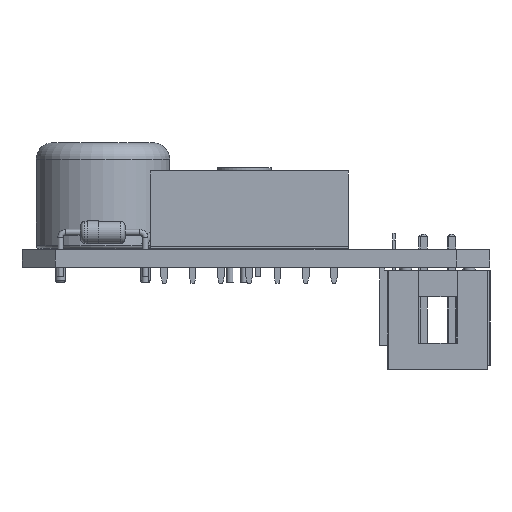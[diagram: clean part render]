
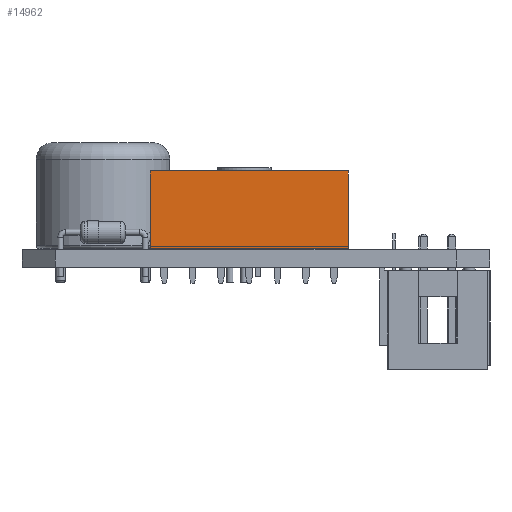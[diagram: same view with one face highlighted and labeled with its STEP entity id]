
A CAD part, left-side view. The second image highlights one B-rep face of the part: STEP entity #14962.
In plain terms, the highlighted face is planar.
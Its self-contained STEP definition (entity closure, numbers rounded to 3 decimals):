
#14962 = ADVANCED_FACE('',(#14963),#14977,.F.);
#14963 = FACE_BOUND('',#14964,.F.);
#14964 = EDGE_LOOP('',(#14965,#15000,#15028,#15056));
#14965 = ORIENTED_EDGE('',*,*,#14966,.T.);
#14966 = EDGE_CURVE('',#14967,#14969,#14971,.T.);
#14967 = VERTEX_POINT('',#14968);
#14968 = CARTESIAN_POINT('',(1.27,-16.51,0.));
#14969 = VERTEX_POINT('',#14970);
#14970 = CARTESIAN_POINT('',(1.27,-16.51,7.));
#14971 = SURFACE_CURVE('',#14972,(#14976,#14988),.PCURVE_S1.);
#14972 = LINE('',#14973,#14974);
#14973 = CARTESIAN_POINT('',(1.27,-16.51,0.));
#14974 = VECTOR('',#14975,1.);
#14975 = DIRECTION('',(0.,0.,1.));
#14976 = PCURVE('',#14977,#14982);
#14977 = PLANE('',#14978);
#14978 = AXIS2_PLACEMENT_3D('',#14979,#14980,#14981);
#14979 = CARTESIAN_POINT('',(1.27,-16.51,0.));
#14980 = DIRECTION('',(-1.,0.,0.));
#14981 = DIRECTION('',(0.,1.,0.));
#14982 = DEFINITIONAL_REPRESENTATION('',(#14983),#14987);
#14983 = LINE('',#14984,#14985);
#14984 = CARTESIAN_POINT('',(0.,0.));
#14985 = VECTOR('',#14986,1.);
#14986 = DIRECTION('',(0.,-1.));
#14987 = ( GEOMETRIC_REPRESENTATION_CONTEXT(2) 
PARAMETRIC_REPRESENTATION_CONTEXT() REPRESENTATION_CONTEXT('2D SPACE',''
  ) );
#14988 = PCURVE('',#14989,#14994);
#14989 = PLANE('',#14990);
#14990 = AXIS2_PLACEMENT_3D('',#14991,#14992,#14993);
#14991 = CARTESIAN_POINT('',(-1.27,-16.51,0.));
#14992 = DIRECTION('',(0.,1.,0.));
#14993 = DIRECTION('',(1.,0.,0.));
#14994 = DEFINITIONAL_REPRESENTATION('',(#14995),#14999);
#14995 = LINE('',#14996,#14997);
#14996 = CARTESIAN_POINT('',(2.54,0.));
#14997 = VECTOR('',#14998,1.);
#14998 = DIRECTION('',(0.,-1.));
#14999 = ( GEOMETRIC_REPRESENTATION_CONTEXT(2) 
PARAMETRIC_REPRESENTATION_CONTEXT() REPRESENTATION_CONTEXT('2D SPACE',''
  ) );
#15000 = ORIENTED_EDGE('',*,*,#15001,.T.);
#15001 = EDGE_CURVE('',#14969,#15002,#15004,.T.);
#15002 = VERTEX_POINT('',#15003);
#15003 = CARTESIAN_POINT('',(1.27,1.27,7.));
#15004 = SURFACE_CURVE('',#15005,(#15009,#15016),.PCURVE_S1.);
#15005 = LINE('',#15006,#15007);
#15006 = CARTESIAN_POINT('',(1.27,-16.51,7.));
#15007 = VECTOR('',#15008,1.);
#15008 = DIRECTION('',(0.,1.,0.));
#15009 = PCURVE('',#14977,#15010);
#15010 = DEFINITIONAL_REPRESENTATION('',(#15011),#15015);
#15011 = LINE('',#15012,#15013);
#15012 = CARTESIAN_POINT('',(0.,-7.));
#15013 = VECTOR('',#15014,1.);
#15014 = DIRECTION('',(1.,0.));
#15015 = ( GEOMETRIC_REPRESENTATION_CONTEXT(2) 
PARAMETRIC_REPRESENTATION_CONTEXT() REPRESENTATION_CONTEXT('2D SPACE',''
  ) );
#15016 = PCURVE('',#15017,#15022);
#15017 = PLANE('',#15018);
#15018 = AXIS2_PLACEMENT_3D('',#15019,#15020,#15021);
#15019 = CARTESIAN_POINT('',(1.27,-16.51,7.));
#15020 = DIRECTION('',(-0.,0.,-1.));
#15021 = DIRECTION('',(0.,-1.,-0.));
#15022 = DEFINITIONAL_REPRESENTATION('',(#15023),#15027);
#15023 = LINE('',#15024,#15025);
#15024 = CARTESIAN_POINT('',(0.,0.));
#15025 = VECTOR('',#15026,1.);
#15026 = DIRECTION('',(-1.,0.));
#15027 = ( GEOMETRIC_REPRESENTATION_CONTEXT(2) 
PARAMETRIC_REPRESENTATION_CONTEXT() REPRESENTATION_CONTEXT('2D SPACE',''
  ) );
#15028 = ORIENTED_EDGE('',*,*,#15029,.F.);
#15029 = EDGE_CURVE('',#15030,#15002,#15032,.T.);
#15030 = VERTEX_POINT('',#15031);
#15031 = CARTESIAN_POINT('',(1.27,1.27,0.));
#15032 = SURFACE_CURVE('',#15033,(#15037,#15044),.PCURVE_S1.);
#15033 = LINE('',#15034,#15035);
#15034 = CARTESIAN_POINT('',(1.27,1.27,0.));
#15035 = VECTOR('',#15036,1.);
#15036 = DIRECTION('',(0.,0.,1.));
#15037 = PCURVE('',#14977,#15038);
#15038 = DEFINITIONAL_REPRESENTATION('',(#15039),#15043);
#15039 = LINE('',#15040,#15041);
#15040 = CARTESIAN_POINT('',(17.78,0.));
#15041 = VECTOR('',#15042,1.);
#15042 = DIRECTION('',(0.,-1.));
#15043 = ( GEOMETRIC_REPRESENTATION_CONTEXT(2) 
PARAMETRIC_REPRESENTATION_CONTEXT() REPRESENTATION_CONTEXT('2D SPACE',''
  ) );
#15044 = PCURVE('',#15045,#15050);
#15045 = PLANE('',#15046);
#15046 = AXIS2_PLACEMENT_3D('',#15047,#15048,#15049);
#15047 = CARTESIAN_POINT('',(1.27,1.27,0.));
#15048 = DIRECTION('',(0.,-1.,0.));
#15049 = DIRECTION('',(-1.,0.,0.));
#15050 = DEFINITIONAL_REPRESENTATION('',(#15051),#15055);
#15051 = LINE('',#15052,#15053);
#15052 = CARTESIAN_POINT('',(0.,0.));
#15053 = VECTOR('',#15054,1.);
#15054 = DIRECTION('',(0.,-1.));
#15055 = ( GEOMETRIC_REPRESENTATION_CONTEXT(2) 
PARAMETRIC_REPRESENTATION_CONTEXT() REPRESENTATION_CONTEXT('2D SPACE',''
  ) );
#15056 = ORIENTED_EDGE('',*,*,#15057,.F.);
#15057 = EDGE_CURVE('',#14967,#15030,#15058,.T.);
#15058 = SURFACE_CURVE('',#15059,(#15063,#15070),.PCURVE_S1.);
#15059 = LINE('',#15060,#15061);
#15060 = CARTESIAN_POINT('',(1.27,-16.51,0.));
#15061 = VECTOR('',#15062,1.);
#15062 = DIRECTION('',(0.,1.,0.));
#15063 = PCURVE('',#14977,#15064);
#15064 = DEFINITIONAL_REPRESENTATION('',(#15065),#15069);
#15065 = LINE('',#15066,#15067);
#15066 = CARTESIAN_POINT('',(0.,0.));
#15067 = VECTOR('',#15068,1.);
#15068 = DIRECTION('',(1.,0.));
#15069 = ( GEOMETRIC_REPRESENTATION_CONTEXT(2) 
PARAMETRIC_REPRESENTATION_CONTEXT() REPRESENTATION_CONTEXT('2D SPACE',''
  ) );
#15070 = PCURVE('',#15071,#15076);
#15071 = PLANE('',#15072);
#15072 = AXIS2_PLACEMENT_3D('',#15073,#15074,#15075);
#15073 = CARTESIAN_POINT('',(1.27,-16.51,0.));
#15074 = DIRECTION('',(-0.,0.,-1.));
#15075 = DIRECTION('',(0.,-1.,-0.));
#15076 = DEFINITIONAL_REPRESENTATION('',(#15077),#15081);
#15077 = LINE('',#15078,#15079);
#15078 = CARTESIAN_POINT('',(0.,0.));
#15079 = VECTOR('',#15080,1.);
#15080 = DIRECTION('',(-1.,0.));
#15081 = ( GEOMETRIC_REPRESENTATION_CONTEXT(2) 
PARAMETRIC_REPRESENTATION_CONTEXT() REPRESENTATION_CONTEXT('2D SPACE',''
  ) );
